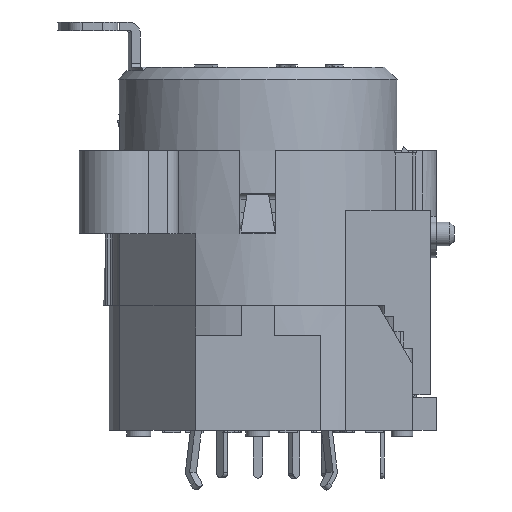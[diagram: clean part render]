
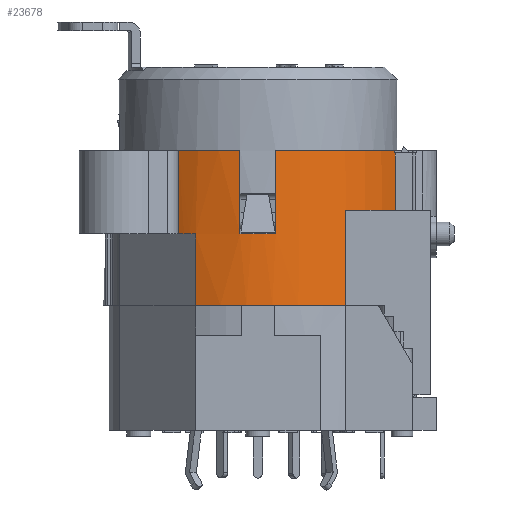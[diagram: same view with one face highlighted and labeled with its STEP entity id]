
A CAD part, left-side view. The second image highlights one B-rep face of the part: STEP entity #23678.
In plain terms, the highlighted cylindrical face has radius 13 mm (diameter 26 mm), a partial arc.
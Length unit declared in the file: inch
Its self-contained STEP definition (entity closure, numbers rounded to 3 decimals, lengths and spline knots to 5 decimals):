
#579=CYLINDRICAL_SURFACE('',#24715,0.51181);
#1402=LINE('',#34056,#4352);
#1560=LINE('',#34477,#4510);
#1586=LINE('',#34582,#4536);
#1602=LINE('',#34620,#4552);
#1603=LINE('',#34621,#4553);
#1604=LINE('',#34624,#4554);
#1605=LINE('',#34625,#4555);
#4352=VECTOR('',#26928,0.27559);
#4510=VECTOR('',#27276,0.31496);
#4536=VECTOR('',#27388,0.27559);
#4552=VECTOR('',#27424,0.27559);
#4553=VECTOR('',#27425,0.23622);
#4554=VECTOR('',#27428,0.18898);
#4555=VECTOR('',#27429,0.00787);
#7559=FACE_OUTER_BOUND('',#8398,.T.);
#8398=EDGE_LOOP('',(#18662,#18663,#18664,#18665,#18666,#18667,#18668,#18669,
#18670,#18671,#18672,#18673,#18674,#18675));
#9185=CIRCLE('',#24614,0.51181);
#9224=CIRCLE('',#24654,0.51181);
#9228=CIRCLE('',#24671,0.51181);
#9240=CIRCLE('',#24685,0.51181);
#9250=CIRCLE('',#24704,0.51181);
#9257=CIRCLE('',#24714,0.51181);
#9258=CIRCLE('',#24716,0.51181);
#10424=VERTEX_POINT('',#34053);
#10425=VERTEX_POINT('',#34055);
#10508=VERTEX_POINT('',#34282);
#10509=VERTEX_POINT('',#34283);
#10580=VERTEX_POINT('',#34433);
#10581=VERTEX_POINT('',#34435);
#10593=VERTEX_POINT('',#34475);
#10597=VERTEX_POINT('',#34499);
#10598=VERTEX_POINT('',#34501);
#10606=VERTEX_POINT('',#34521);
#10617=VERTEX_POINT('',#34542);
#10629=VERTEX_POINT('',#34578);
#10641=VERTEX_POINT('',#34616);
#10642=VERTEX_POINT('',#34622);
#13801=EDGE_CURVE('',#10425,#10424,#1402,.T.);
#13920=EDGE_CURVE('',#10508,#10509,#9185,.T.);
#13999=EDGE_CURVE('',#10581,#10580,#9224,.T.);
#14021=EDGE_CURVE('',#10508,#10593,#1560,.T.);
#14035=EDGE_CURVE('',#10598,#10597,#9228,.T.);
#14056=EDGE_CURVE('',#10617,#10606,#9240,.T.);
#14071=EDGE_CURVE('',#10424,#10629,#9250,.T.);
#14072=EDGE_CURVE('',#10629,#10581,#1586,.T.);
#14093=EDGE_CURVE('',#10641,#10425,#9257,.T.);
#14095=EDGE_CURVE('',#10606,#10580,#1602,.T.);
#14096=EDGE_CURVE('',#10617,#10509,#1603,.T.);
#14097=EDGE_CURVE('',#10593,#10642,#9258,.T.);
#14098=EDGE_CURVE('',#10642,#10598,#1604,.T.);
#14099=EDGE_CURVE('',#10597,#10641,#1605,.T.);
#18662=ORIENTED_EDGE('',*,*,#13801,.T.);
#18663=ORIENTED_EDGE('',*,*,#14071,.T.);
#18664=ORIENTED_EDGE('',*,*,#14072,.T.);
#18665=ORIENTED_EDGE('',*,*,#13999,.T.);
#18666=ORIENTED_EDGE('',*,*,#14095,.F.);
#18667=ORIENTED_EDGE('',*,*,#14056,.F.);
#18668=ORIENTED_EDGE('',*,*,#14096,.T.);
#18669=ORIENTED_EDGE('',*,*,#13920,.F.);
#18670=ORIENTED_EDGE('',*,*,#14021,.T.);
#18671=ORIENTED_EDGE('',*,*,#14097,.T.);
#18672=ORIENTED_EDGE('',*,*,#14098,.T.);
#18673=ORIENTED_EDGE('',*,*,#14035,.T.);
#18674=ORIENTED_EDGE('',*,*,#14099,.T.);
#18675=ORIENTED_EDGE('',*,*,#14093,.T.);
#23678=ADVANCED_FACE('',(#7559),#579,.T.);
#24614=AXIS2_PLACEMENT_3D('',#34284,#27118,#27119);
#24654=AXIS2_PLACEMENT_3D('',#34436,#27238,#27239);
#24671=AXIS2_PLACEMENT_3D('',#34502,#27304,#27305);
#24685=AXIS2_PLACEMENT_3D('',#34544,#27341,#27342);
#24704=AXIS2_PLACEMENT_3D('',#34580,#27384,#27385);
#24714=AXIS2_PLACEMENT_3D('',#34617,#27419,#27420);
#24715=AXIS2_PLACEMENT_3D('',#34619,#27422,#27423);
#24716=AXIS2_PLACEMENT_3D('',#34623,#27426,#27427);
#26928=DIRECTION('',(0.,0.,-1.));
#27118=DIRECTION('center_axis',(0.,0.,-1.));
#27119=DIRECTION('ref_axis',(-1.,0.,0.));
#27238=DIRECTION('center_axis',(0.,0.,-1.));
#27239=DIRECTION('ref_axis',(0.859,-0.513,0.));
#27276=DIRECTION('',(0.,0.,1.));
#27304=DIRECTION('center_axis',(0.,0.,
-1.));
#27305=DIRECTION('ref_axis',(-1.,0.,0.));
#27341=DIRECTION('center_axis',(0.,0.,-1.));
#27342=DIRECTION('ref_axis',(0.859,-0.513,0.));
#27384=DIRECTION('center_axis',(0.,0.,
-1.));
#27385=DIRECTION('ref_axis',(-1.,0.,0.));
#27388=DIRECTION('',(0.,0.,1.));
#27419=DIRECTION('center_axis',(0.,0.,-1.));
#27420=DIRECTION('ref_axis',(0.859,-0.513,0.));
#27422=DIRECTION('center_axis',(0.,0.,1.));
#27423=DIRECTION('ref_axis',(-1.,0.,0.));
#27424=DIRECTION('',(0.,0.,1.));
#27425=DIRECTION('',(0.,0.,-1.));
#27426=DIRECTION('center_axis',(0.,0.,1.));
#27427=DIRECTION('ref_axis',(0.823,0.568,0.));
#27428=DIRECTION('',(0.,0.,1.));
#27429=DIRECTION('',(0.,0.,1.));
#34053=CARTESIAN_POINT('',(-0.49447,-0.00577,0.23622));
#34055=CARTESIAN_POINT('',(-0.49447,-0.00577,0.51181));
#34056=CARTESIAN_POINT('',(-0.49447,-0.00577,0.));
#34282=CARTESIAN_POINT('',(-0.40734,-0.23739,0.));
#34283=CARTESIAN_POINT('',(-0.45458,0.25933,0.));
#34284=CARTESIAN_POINT('Origin',(0.01392,0.05329,0.));
#34433=CARTESIAN_POINT('',(-0.42555,0.31562,0.51181));
#34435=CARTESIAN_POINT('',(-0.49447,0.11234,0.51181));
#34436=CARTESIAN_POINT('Origin',(0.01392,0.05329,0.51181));
#34475=CARTESIAN_POINT('',(-0.40734,-0.23739,0.31496));
#34477=CARTESIAN_POINT('',(-0.40734,-0.23739,0.23622));
#34499=CARTESIAN_POINT('',(-0.22474,-0.39947,0.50394));
#34501=CARTESIAN_POINT('',(-0.2223,-0.40075,0.50394));
#34502=CARTESIAN_POINT('Origin',(0.01392,0.05329,0.50394));
#34521=CARTESIAN_POINT('',(-0.42555,0.31562,0.23622));
#34542=CARTESIAN_POINT('',(-0.45458,0.25933,0.23622));
#34544=CARTESIAN_POINT('Origin',(0.01392,0.05329,0.23622));
#34578=CARTESIAN_POINT('',(-0.49447,0.11234,0.23622));
#34580=CARTESIAN_POINT('Origin',(0.01392,0.05329,0.23622));
#34582=CARTESIAN_POINT('',(-0.49447,0.11234,0.));
#34616=CARTESIAN_POINT('',(-0.22474,-0.39947,0.51181));
#34617=CARTESIAN_POINT('Origin',(0.01392,0.05329,0.51181));
#34619=CARTESIAN_POINT('Origin',(0.01392,0.05329,0.));
#34620=CARTESIAN_POINT('',(-0.42555,0.31562,0.23622));
#34621=CARTESIAN_POINT('',(-0.45458,0.25933,0.));
#34622=CARTESIAN_POINT('',(-0.2223,-0.40075,0.31496));
#34623=CARTESIAN_POINT('Origin',(0.01392,0.05329,0.31496));
#34624=CARTESIAN_POINT('',(-0.2223,-0.40075,0.23622));
#34625=CARTESIAN_POINT('',(-0.22474,-0.39947,0.));
